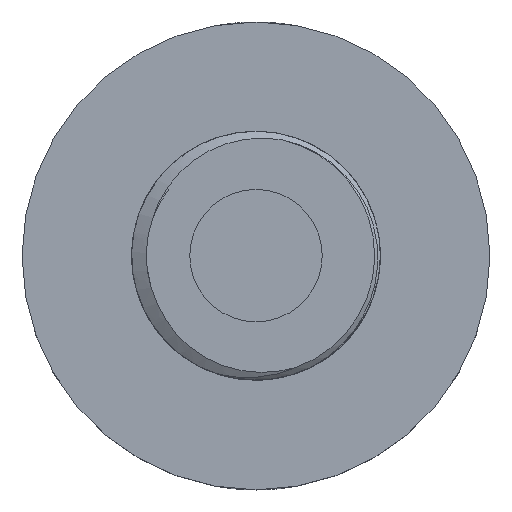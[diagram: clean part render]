
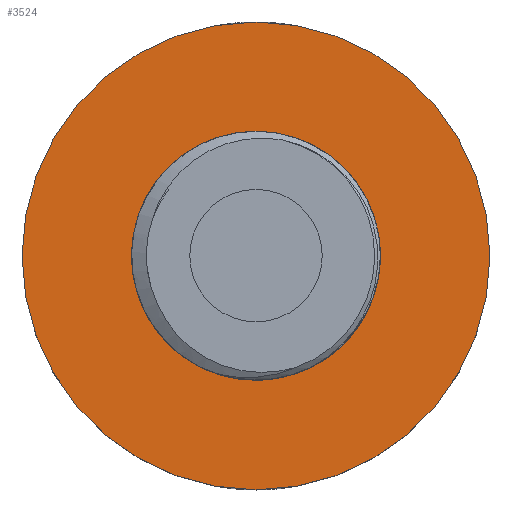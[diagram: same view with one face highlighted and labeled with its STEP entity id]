
A CAD part, top view. The second image highlights one B-rep face of the part: STEP entity #3524.
In plain terms, the highlighted planar face has unit normal (0, 0, 1).
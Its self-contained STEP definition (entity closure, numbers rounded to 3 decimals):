
#1012=CARTESIAN_POINT('',(-0.918,-2.244,
17.124));
#1013=CARTESIAN_POINT('',(-1.027,-2.206,
17.124));
#1014=CARTESIAN_POINT('',(-1.239,-2.115,
17.124));
#1015=CARTESIAN_POINT('',(-1.538,-1.934,
17.124));
#1016=CARTESIAN_POINT('',(-1.809,-1.712,
17.124));
#1017=CARTESIAN_POINT('',(-2.049,-1.451,
17.124));
#1018=CARTESIAN_POINT('',(-2.249,-1.158,
17.124));
#1019=CARTESIAN_POINT('',(-2.408,-0.837,
17.124));
#1020=CARTESIAN_POINT('',(-2.52,-0.496,
17.124));
#1021=CARTESIAN_POINT('',(-2.584,-0.143,
17.124));
#1022=CARTESIAN_POINT('',(-2.598,0.219,
17.124));
#1023=CARTESIAN_POINT('',(-2.56,0.588,
17.124));
#1024=CARTESIAN_POINT('',(-2.468,0.955,
17.124));
#1025=CARTESIAN_POINT('',(-2.329,1.295,17.124));
#1026=CARTESIAN_POINT('',(-2.162,1.584,17.124));
#1027=CARTESIAN_POINT('',(-1.977,1.832,17.124));
#1028=CARTESIAN_POINT('',(-1.775,2.048,17.124));
#1029=CARTESIAN_POINT('',(-1.552,2.241,17.124));
#1030=CARTESIAN_POINT('',(-1.305,2.41,17.124));
#1031=CARTESIAN_POINT('',(-1.131,2.503,17.124));
#1032=CARTESIAN_POINT('',(-1.041,2.545,17.124));
#1163=CARTESIAN_POINT('',(0.,0.,17.124));
#1164=DIRECTION('',(0.,0.,-1.));
#1165=DIRECTION('',(-0.379,0.926,0.));
#1166=AXIS2_PLACEMENT_3D('',#1163,#1164,#1165);
#1171=CARTESIAN_POINT('',(0.,0.,17.124));
#1172=DIRECTION('',(0.,0.,-1.));
#1173=DIRECTION('',(-1.,0.,0.));
#1174=AXIS2_PLACEMENT_3D('',#1171,#1172,#1173);
#1223=CARTESIAN_POINT('',(0.,0.,17.124));
#1224=DIRECTION('',(0.,0.,-1.));
#1225=DIRECTION('',(1.,0.,0.));
#1226=AXIS2_PLACEMENT_3D('',#1223,#1224,#1225);
#1992=CARTESIAN_POINT('',(1.041,2.545,17.124));
#1993=CARTESIAN_POINT('',(1.135,2.501,17.124));
#1994=CARTESIAN_POINT('',(1.316,2.403,17.124));
#1995=CARTESIAN_POINT('',(1.572,2.225,17.124));
#1996=CARTESIAN_POINT('',(1.801,2.023,17.124));
#1997=CARTESIAN_POINT('',(2.006,1.798,17.124));
#1998=CARTESIAN_POINT('',(2.189,1.543,17.124));
#1999=CARTESIAN_POINT('',(2.351,1.249,17.124));
#2000=CARTESIAN_POINT('',(2.483,0.909,17.124));
#2001=CARTESIAN_POINT('',(2.567,0.545,17.124));
#2002=CARTESIAN_POINT('',(2.599,0.182,17.124));
#2003=CARTESIAN_POINT('',(2.58,-0.176,
17.124));
#2004=CARTESIAN_POINT('',(2.513,-0.524,
17.124));
#2005=CARTESIAN_POINT('',(2.398,-0.86,
17.124));
#2006=CARTESIAN_POINT('',(2.238,-1.176,17.124));
#2007=CARTESIAN_POINT('',(2.038,-1.464,17.124));
#2008=CARTESIAN_POINT('',(1.8,-1.72,17.124));
#2009=CARTESIAN_POINT('',(1.531,-1.939,17.124));
#2010=CARTESIAN_POINT('',(1.236,-2.117,17.124));
#2011=CARTESIAN_POINT('',(1.026,-2.206,17.124));
#2012=CARTESIAN_POINT('',(0.918,-2.244,
17.124));
#2017=CARTESIAN_POINT('',(0.918,-2.244,
17.124));
#2018=CARTESIAN_POINT('',(0.82,-2.283,
17.124));
#2019=CARTESIAN_POINT('',(0.622,-2.35,
17.124));
#2020=CARTESIAN_POINT('',(0.314,-2.41,
17.124));
#2021=CARTESIAN_POINT('',(0.,-2.431,
17.124));
#2022=CARTESIAN_POINT('',(-0.314,-2.41,
17.124));
#2023=CARTESIAN_POINT('',(-0.622,-2.35,
17.124));
#2024=CARTESIAN_POINT('',(-0.82,-2.283,
17.124));
#2025=CARTESIAN_POINT('',(-0.918,-2.244,
17.124));
#2379=CARTESIAN_POINT('',(-5.172,0.,17.124));
#2380=CARTESIAN_POINT('',(5.172,0.,17.124));
#2381=VERTEX_POINT('',#2379);
#2382=VERTEX_POINT('',#2380);
#2434=VERTEX_POINT('',#2017);
#2435=VERTEX_POINT('',#2025);
#2436=VERTEX_POINT('',#1992);
#2441=VERTEX_POINT('',#1032);
#3504=CARTESIAN_POINT('',(0.,0.,17.124));
#3505=DIRECTION('',(0.,0.,1.));
#3506=DIRECTION('',(1.,0.,0.));
#3507=AXIS2_PLACEMENT_3D('',#3504,#3505,#3506);
#3508=PLANE('',#3507);
#3510=ORIENTED_EDGE('',*,*,#3509,.T.);
#3512=ORIENTED_EDGE('',*,*,#3511,.T.);
#3513=EDGE_LOOP('',(#3510,#3512));
#3514=FACE_OUTER_BOUND('',#3513,.F.);
#3516=ORIENTED_EDGE('',*,*,#3515,.F.);
#3517=ORIENTED_EDGE('',*,*,#3485,.F.);
#3519=ORIENTED_EDGE('',*,*,#3518,.F.);
#3521=ORIENTED_EDGE('',*,*,#3520,.F.);
#3522=EDGE_LOOP('',(#3516,#3517,#3519,#3521));
#3523=FACE_BOUND('',#3522,.F.);
#1033=B_SPLINE_CURVE_WITH_KNOTS('',3,(#1012,#1013,#1014,#1015,#1016,#1017,#1018,
#1019,#1020,#1021,#1022,#1023,#1024,#1025,#1026,#1027,#1028,#1029,#1030,#1031,
#1032),.UNSPECIFIED.,.F.,.F.,(4,1,1,1,1,1,1,1,1,1,1,1,1,1,1,1,1,1,4),(0.,
0.056,0.111,0.167,0.222,
0.278,0.333,0.389,0.444,0.5,
0.556,0.611,0.667,0.722,
0.778,0.833,0.889,0.944,1.),
.UNSPECIFIED.);
#1167=CIRCLE('',#1166,2.75);
#1175=CIRCLE('',#1174,5.172);
#1227=CIRCLE('',#1226,5.172);
#2013=B_SPLINE_CURVE_WITH_KNOTS('',3,(#1992,#1993,#1994,#1995,#1996,#1997,#1998,
#1999,#2000,#2001,#2002,#2003,#2004,#2005,#2006,#2007,#2008,#2009,#2010,#2011,
#2012),.UNSPECIFIED.,.F.,.F.,(4,1,1,1,1,1,1,1,1,1,1,1,1,1,1,1,1,1,4),(0.,
0.056,0.111,0.167,0.222,
0.278,0.333,0.389,0.444,0.5,
0.556,0.611,0.667,0.722,
0.778,0.833,0.889,0.944,1.),
.UNSPECIFIED.);
#2026=B_SPLINE_CURVE_WITH_KNOTS('',3,(#2017,#2018,#2019,#2020,#2021,#2022,#2023,
#2024,#2025),.UNSPECIFIED.,.F.,.F.,(4,1,1,1,1,1,4),(0.,0.167,
0.333,0.5,0.667,0.833,1.),
.UNSPECIFIED.);
#3485=EDGE_CURVE('',#2435,#2441,#1033,.T.);
#3509=EDGE_CURVE('',#2381,#2382,#1175,.T.);
#3511=EDGE_CURVE('',#2382,#2381,#1227,.T.);
#3515=EDGE_CURVE('',#2441,#2436,#1167,.T.);
#3518=EDGE_CURVE('',#2434,#2435,#2026,.T.);
#3520=EDGE_CURVE('',#2436,#2434,#2013,.T.);
#3524=ADVANCED_FACE('',(#3514,#3523),#3508,.T.);
